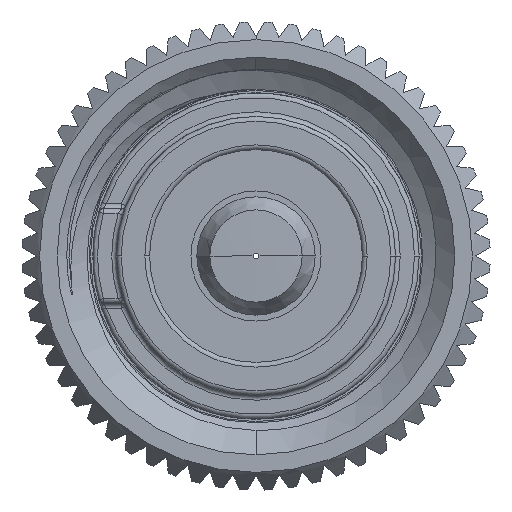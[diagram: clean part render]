
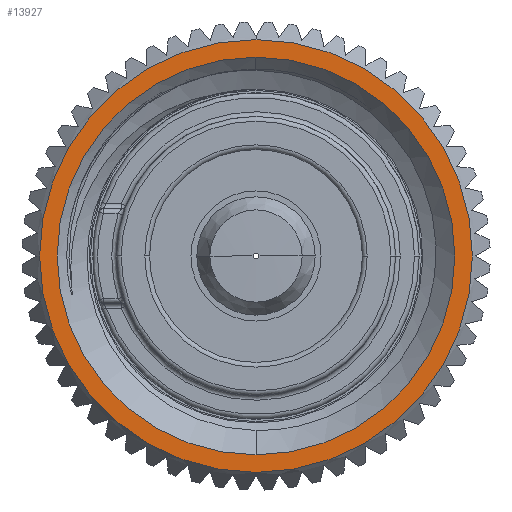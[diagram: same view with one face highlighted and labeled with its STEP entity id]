
A CAD part, left-side view. The second image highlights one B-rep face of the part: STEP entity #13927.
In plain terms, the highlighted planar face has unit normal (-1, 0, 0).
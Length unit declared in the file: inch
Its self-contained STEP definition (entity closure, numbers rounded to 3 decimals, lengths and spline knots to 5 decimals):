
#943 = CARTESIAN_POINT ( 'NONE',  ( -0.10354, 0., 0.16551 ) ) ;
#1065 = VERTEX_POINT ( 'NONE', #943 ) ;
#2907 = DIRECTION ( 'NONE',  ( 0., 0., -1. ) ) ;
#4896 = EDGE_CURVE ( 'NONE', #5564, #26862, #28859, .T. ) ;
#5151 = CARTESIAN_POINT ( 'NONE',  ( -0.10354, 0., 0. ) ) ;
#5564 = VERTEX_POINT ( 'NONE', #16202 ) ;
#8845 = FACE_OUTER_BOUND ( 'NONE', #33702, .T. ) ;
#9377 = DIRECTION ( 'NONE',  ( 0., 0., 1. ) ) ;
#12904 = EDGE_CURVE ( 'NONE', #1065, #48811, #13450, .T. ) ;
#12982 = CARTESIAN_POINT ( 'NONE',  ( -0.10354, 0., 0. ) ) ;
#13450 = CIRCLE ( 'NONE', #47628, 0.16551 ) ;
#13927 = ADVANCED_FACE ( 'NONE', ( #43547, #8845 ), #41464, .F. ) ;
#16202 = CARTESIAN_POINT ( 'NONE',  ( -0.10354, 0., 0.18012 ) ) ;
#16372 = DIRECTION ( 'NONE',  ( 1., 0., 0. ) ) ;
#17094 = EDGE_CURVE ( 'NONE', #48811, #1065, #17234, .T. ) ;
#17189 = DIRECTION ( 'NONE',  ( 0., 0., 1. ) ) ;
#17234 = CIRCLE ( 'NONE', #47717, 0.16551 ) ;
#23442 = DIRECTION ( 'NONE',  ( 1., 0., 0. ) ) ;
#26754 = EDGE_CURVE ( 'NONE', #26862, #5564, #33335, .T. ) ;
#26862 = VERTEX_POINT ( 'NONE', #27681 ) ;
#26905 = CARTESIAN_POINT ( 'NONE',  ( -0.10354, 0., -0.16551 ) ) ;
#27681 = CARTESIAN_POINT ( 'NONE',  ( -0.10354, 0., -0.18012 ) ) ;
#28006 = DIRECTION ( 'NONE',  ( 1., 0., 0. ) ) ;
#28859 = CIRCLE ( 'NONE', #44547, 0.18012 ) ;
#31731 = ORIENTED_EDGE ( 'NONE', *, *, #4896, .F. ) ;
#32749 = ORIENTED_EDGE ( 'NONE', *, *, #12904, .F. ) ;
#33335 = CIRCLE ( 'NONE', #38481, 0.18012 ) ;
#33702 = EDGE_LOOP ( 'NONE', ( #45755, #31731 ) ) ;
#34467 = DIRECTION ( 'NONE',  ( -1., 0., 0. ) ) ;
#38481 = AXIS2_PLACEMENT_3D ( 'NONE', #48542, #23442, #52760 ) ;
#39972 = AXIS2_PLACEMENT_3D ( 'NONE', #41285, #16372, #45670 ) ;
#41285 = CARTESIAN_POINT ( 'NONE',  ( -0.10354, 0., 0.18012 ) ) ;
#41464 = PLANE ( 'NONE',  #39972 ) ;
#41671 = EDGE_LOOP ( 'NONE', ( #32749, #47402 ) ) ;
#42278 = DIRECTION ( 'NONE',  ( -1., 0., 0. ) ) ;
#43547 = FACE_BOUND ( 'NONE', #41671, .T. ) ;
#44547 = AXIS2_PLACEMENT_3D ( 'NONE', #53088, #28006, #2907 ) ;
#45670 = DIRECTION ( 'NONE',  ( 0., 0., -1. ) ) ;
#45755 = ORIENTED_EDGE ( 'NONE', *, *, #26754, .F. ) ;
#47402 = ORIENTED_EDGE ( 'NONE', *, *, #17094, .F. ) ;
#47628 = AXIS2_PLACEMENT_3D ( 'NONE', #12982, #42278, #17189 ) ;
#47717 = AXIS2_PLACEMENT_3D ( 'NONE', #5151, #34467, #9377 ) ;
#48542 = CARTESIAN_POINT ( 'NONE',  ( -0.10354, 0., 0. ) ) ;
#48811 = VERTEX_POINT ( 'NONE', #26905 ) ;
#52760 = DIRECTION ( 'NONE',  ( 0., 0., -1. ) ) ;
#53088 = CARTESIAN_POINT ( 'NONE',  ( -0.10354, 0., 0. ) ) ;
